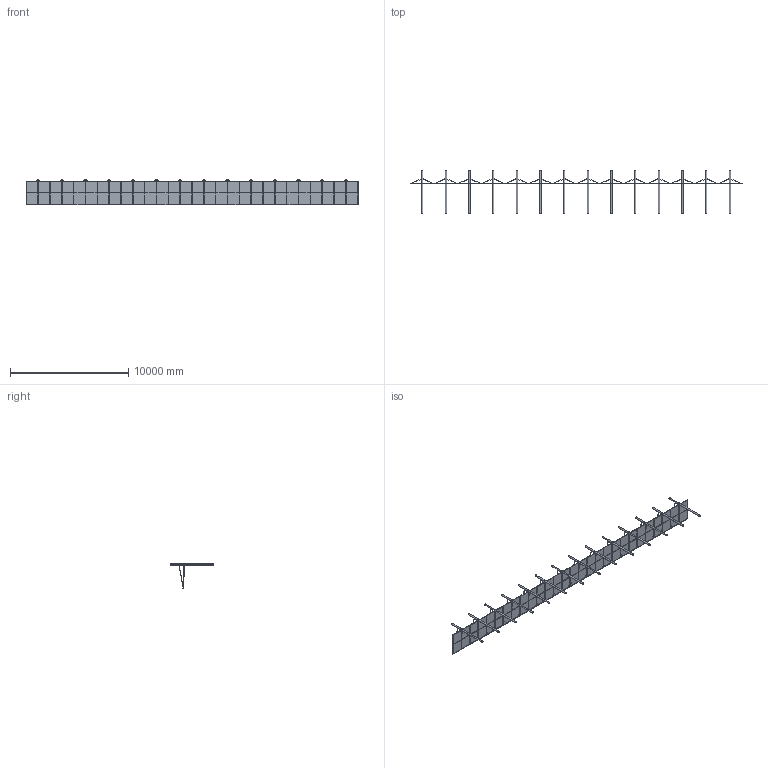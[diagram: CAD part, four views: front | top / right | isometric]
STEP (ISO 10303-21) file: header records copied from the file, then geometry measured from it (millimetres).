
FILE_DESCRIPTION(('FreeCAD Model'),'2;1');
FILE_NAME('Open CASCADE Shape Model','2025-05-01T04:26:29',('FreeCAD'),( 'FreeCAD'),'Open CASCADE STEP processor 7.6','FreeCAD','Unknown');
FILE_SCHEMA(('AUTOMOTIVE_DESIGN { 1 0 10303 214 1 1 1 1 }'));
Length unit declared in the file: millimetre
Products named in the file (1): Open CASCADE STEP translator 7.6 1
Bounding box: 28055 x 3660 x 2141.6 mm (x, y, z)
Volume: 293884007.9 mm3; surface area: 174664411.4 mm2
Topology: 43 solids, 43 shells, 1399 faces, 3747 edges, 2466 vertices
Faces by surface type: plane 1074, cylinder 227, torus 70, bspline 28
Full cylindrical faces by diameter (mm): 20 x99, 123 x14, 127 x14
Entity records: 44033 total; most frequent: CARTESIAN_POINT 7977, ORIENTED_EDGE 7494, DIRECTION 7337, EDGE_CURVE 3747, LINE 2845, VECTOR 2845, VERTEX_POINT 2466, AXIS2_PLACEMENT_3D 2246
